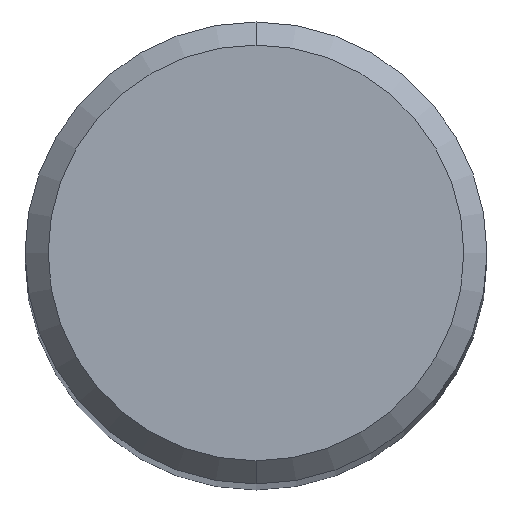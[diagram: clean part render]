
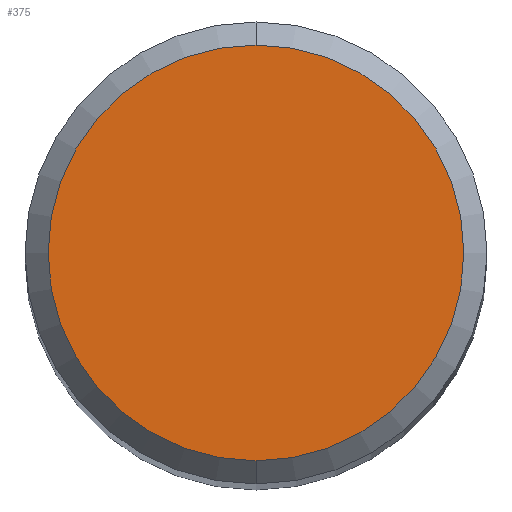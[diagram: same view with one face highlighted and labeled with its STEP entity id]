
A CAD part, top view. The second image highlights one B-rep face of the part: STEP entity #375.
In plain terms, the highlighted planar face has unit normal (0, 0, 1).
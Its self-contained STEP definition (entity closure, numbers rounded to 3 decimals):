
#191=VERTEX_POINT('',#484);
#231=EDGE_CURVE('',#191,#259,#527,.T.);
#259=VERTEX_POINT('',#559);
#267=EDGE_CURVE('',#259,#191,#568,.T.);
#375=ADVANCED_FACE('',(#688),#689,.T.);
#484=CARTESIAN_POINT('',(0.0,3.6,0.0));
#527=CIRCLE('',#883,3.6);
#559=CARTESIAN_POINT('',(0.,-3.6,0.0));
#568=CIRCLE('',#975,3.6);
#688=FACE_OUTER_BOUND('',#1270,.T.);
#689=PLANE('',#1271);
#883=AXIS2_PLACEMENT_3D('',#1463,#1464,#1465);
#975=AXIS2_PLACEMENT_3D('',#1519,#1520,#1521);
#1270=EDGE_LOOP('',(#1658,#1659));
#1271=AXIS2_PLACEMENT_3D('',#1660,#1661,#1662);
#1463=CARTESIAN_POINT('',(0.0,0.0,0.0));
#1464=DIRECTION('',(0.0,0.0,-1.0));
#1465=DIRECTION('',(0.0,1.0,0.0));
#1519=CARTESIAN_POINT('',(0.0,0.0,0.0));
#1520=DIRECTION('',(0.0,0.0,-1.0));
#1521=DIRECTION('',(0.0,1.0,0.0));
#1658=ORIENTED_EDGE('',*,*,#231,.F.);
#1659=ORIENTED_EDGE('',*,*,#267,.F.);
#1660=CARTESIAN_POINT('',(0.0,1.8,0.0));
#1661=DIRECTION('',(-0.0,0.0,1.0));
#1662=DIRECTION('',(0.0,-1.0,0.0));
